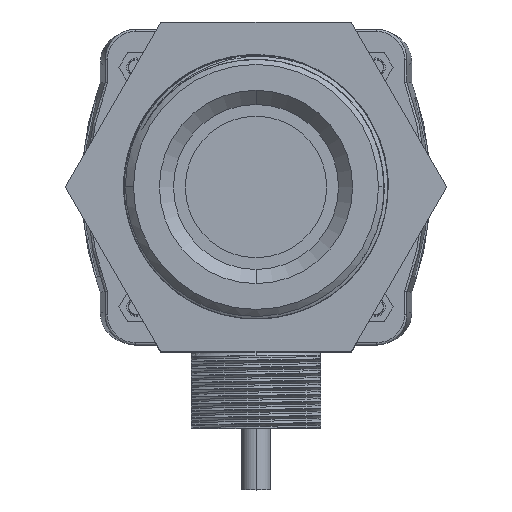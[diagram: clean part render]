
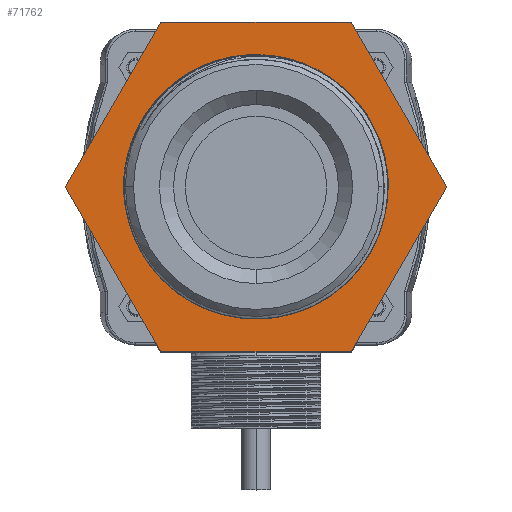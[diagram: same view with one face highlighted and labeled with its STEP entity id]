
A CAD part, top view. The second image highlights one B-rep face of the part: STEP entity #71762.
In plain terms, the highlighted planar face has unit normal (0, 0, 1).
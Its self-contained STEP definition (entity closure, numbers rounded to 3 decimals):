
#70175=DIRECTION('',(-0.5,-0.866,0.));
#70176=VECTOR('',#70175,40.415);
#70177=CARTESIAN_POINT('',(-20.207,35.,9.));
#70178=LINE('',#70177,#70176);
#70179=DIRECTION('',(-1.,0.,0.));
#70180=VECTOR('',#70179,40.415);
#70181=CARTESIAN_POINT('',(20.207,35.,9.));
#70182=LINE('',#70181,#70180);
#70183=DIRECTION('',(-0.5,0.866,0.));
#70184=VECTOR('',#70183,40.415);
#70185=CARTESIAN_POINT('',(40.415,0.,9.));
#70186=LINE('',#70185,#70184);
#70187=DIRECTION('',(0.5,0.866,0.));
#70188=VECTOR('',#70187,40.415);
#70189=CARTESIAN_POINT('',(20.207,-35.,9.));
#70190=LINE('',#70189,#70188);
#70191=DIRECTION('',(1.,0.,0.));
#70192=VECTOR('',#70191,40.415);
#70193=CARTESIAN_POINT('',(-20.207,-35.,9.));
#70194=LINE('',#70193,#70192);
#70195=DIRECTION('',(0.5,-0.866,0.));
#70196=VECTOR('',#70195,40.415);
#70197=CARTESIAN_POINT('',(-40.415,0.,9.));
#70198=LINE('',#70197,#70196);
#70199=CARTESIAN_POINT('',(10.065,26.244,9.));
#70200=CARTESIAN_POINT('',(11.098,25.83,9.));
#70201=CARTESIAN_POINT('',(13.104,24.886,9.));
#70202=CARTESIAN_POINT('',(15.957,23.101,9.));
#70203=CARTESIAN_POINT('',(18.563,20.997,9.));
#70204=CARTESIAN_POINT('',(20.896,18.602,9.));
#70205=CARTESIAN_POINT('',(22.934,15.939,9.));
#70206=CARTESIAN_POINT('',(24.649,13.025,9.));
#70207=CARTESIAN_POINT('',(25.997,9.925,9.));
#70208=CARTESIAN_POINT('',(26.949,6.733,9.));
#70209=CARTESIAN_POINT('',(27.513,3.45,9.));
#70210=CARTESIAN_POINT('',(27.678,0.104,9.));
#70211=CARTESIAN_POINT('',(27.438,-3.233,9.));
#70212=CARTESIAN_POINT('',(26.804,-6.484,9.));
#70213=CARTESIAN_POINT('',(25.793,-9.617,9.));
#70214=CARTESIAN_POINT('',(24.411,-12.616,9.));
#70215=CARTESIAN_POINT('',(22.684,-15.42,9.));
#70216=CARTESIAN_POINT('',(20.626,-18.005,9.));
#70217=CARTESIAN_POINT('',(19.07,-19.538,9.));
#70218=CARTESIAN_POINT('',(18.243,-20.26,9.));
#70220=CARTESIAN_POINT('',(-28.069,-1.463,9.));
#70221=CARTESIAN_POINT('',(-28.133,-0.243,9.));
#70222=CARTESIAN_POINT('',(-28.106,2.24,9.));
#70223=CARTESIAN_POINT('',(-27.524,6.159,9.));
#70224=CARTESIAN_POINT('',(-26.34,10.094,9.));
#70225=CARTESIAN_POINT('',(-24.596,13.803,9.));
#70226=CARTESIAN_POINT('',(-22.38,17.163,9.));
#70227=CARTESIAN_POINT('',(-19.7,20.182,9.));
#70228=CARTESIAN_POINT('',(-16.643,22.766,9.));
#70229=CARTESIAN_POINT('',(-13.287,24.876,9.));
#70230=CARTESIAN_POINT('',(-9.6,26.521,9.));
#70231=CARTESIAN_POINT('',(-5.705,27.62,9.));
#70232=CARTESIAN_POINT('',(-1.749,28.147,9.));
#70233=CARTESIAN_POINT('',(2.268,28.113,9.));
#70234=CARTESIAN_POINT('',(6.273,27.496,9.));
#70235=CARTESIAN_POINT('',(8.815,26.723,9.));
#70236=CARTESIAN_POINT('',(10.065,26.244,9.));
#70238=CARTESIAN_POINT('',(13.631,-23.61,9.));
#70239=CARTESIAN_POINT('',(12.497,-24.289,9.));
#70240=CARTESIAN_POINT('',(10.159,-25.464,9.));
#70241=CARTESIAN_POINT('',(6.438,-26.711,9.));
#70242=CARTESIAN_POINT('',(2.553,-27.418,9.));
#70243=CARTESIAN_POINT('',(-1.435,-27.56,9.));
#70244=CARTESIAN_POINT('',(-5.415,-27.123,9.));
#70245=CARTESIAN_POINT('',(-9.345,-26.1,9.));
#70246=CARTESIAN_POINT('',(-13.093,-24.5,9.));
#70247=CARTESIAN_POINT('',(-16.426,-22.461,9.));
#70248=CARTESIAN_POINT('',(-19.279,-20.13,9.));
#70249=CARTESIAN_POINT('',(-21.723,-17.543,9.));
#70250=CARTESIAN_POINT('',(-23.78,-14.728,9.));
#70251=CARTESIAN_POINT('',(-25.466,-11.696,9.));
#70252=CARTESIAN_POINT('',(-26.785,-8.425,9.));
#70253=CARTESIAN_POINT('',(-27.687,-4.971,9.));
#70254=CARTESIAN_POINT('',(-27.991,-2.642,9.));
#70255=CARTESIAN_POINT('',(-28.069,-1.463,9.));
#70257=CARTESIAN_POINT('',(0.,0.,9.));
#70258=DIRECTION('',(0.,0.,1.));
#70259=DIRECTION('',(0.5,-0.866,0.));
#70260=AXIS2_PLACEMENT_3D('',#70257,#70258,#70259);
#71537=CARTESIAN_POINT('',(-20.207,35.,9.));
#71538=CARTESIAN_POINT('',(-40.415,0.,9.));
#71539=VERTEX_POINT('',#71537);
#71540=VERTEX_POINT('',#71538);
#71541=CARTESIAN_POINT('',(-20.207,-35.,9.));
#71542=VERTEX_POINT('',#71541);
#71543=CARTESIAN_POINT('',(20.207,-35.,9.));
#71544=VERTEX_POINT('',#71543);
#71545=CARTESIAN_POINT('',(40.415,0.,9.));
#71546=VERTEX_POINT('',#71545);
#71547=CARTESIAN_POINT('',(20.207,35.,9.));
#71548=VERTEX_POINT('',#71547);
#71577=VERTEX_POINT('',#70199);
#71578=VERTEX_POINT('',#70218);
#71579=VERTEX_POINT('',#70220);
#71580=VERTEX_POINT('',#70238);
#71739=CARTESIAN_POINT('',(0.,0.,9.));
#71740=DIRECTION('',(0.,0.,1.));
#71741=DIRECTION('',(1.,0.,0.));
#71742=AXIS2_PLACEMENT_3D('',#71739,#71740,#71741);
#71743=PLANE('',#71742);
#71744=ORIENTED_EDGE('',*,*,#71663,.F.);
#71745=ORIENTED_EDGE('',*,*,#71678,.F.);
#71746=ORIENTED_EDGE('',*,*,#71692,.F.);
#71747=ORIENTED_EDGE('',*,*,#71706,.F.);
#71748=ORIENTED_EDGE('',*,*,#71720,.F.);
#71749=ORIENTED_EDGE('',*,*,#71733,.F.);
#71750=EDGE_LOOP('',(#71744,#71745,#71746,#71747,#71748,#71749));
#71751=FACE_OUTER_BOUND('',#71750,.F.);
#71753=ORIENTED_EDGE('',*,*,#71752,.F.);
#71755=ORIENTED_EDGE('',*,*,#71754,.F.);
#71757=ORIENTED_EDGE('',*,*,#71756,.F.);
#71759=ORIENTED_EDGE('',*,*,#71758,.T.);
#71760=EDGE_LOOP('',(#71753,#71755,#71757,#71759));
#71761=FACE_BOUND('',#71760,.F.);
#71762=ADVANCED_FACE('',(#71751,#71761),#71743,.T.);
#70219=B_SPLINE_CURVE_WITH_KNOTS('',3,(#70199,#70200,#70201,#70202,#70203,
#70204,#70205,#70206,#70207,#70208,#70209,#70210,#70211,#70212,#70213,#70214,
#70215,#70216,#70217,#70218),.UNSPECIFIED.,.F.,.F.,(4,1,1,1,1,1,1,1,1,1,1,1,1,1,
1,1,1,4),(0.,0.059,0.118,0.176,
0.235,0.294,0.353,0.412,
0.471,0.529,0.588,0.647,
0.706,0.765,0.824,0.882,
0.941,1.),.UNSPECIFIED.);
#70237=B_SPLINE_CURVE_WITH_KNOTS('',3,(#70220,#70221,#70222,#70223,#70224,
#70225,#70226,#70227,#70228,#70229,#70230,#70231,#70232,#70233,#70234,#70235,
#70236),.UNSPECIFIED.,.F.,.F.,(4,1,1,1,1,1,1,1,1,1,1,1,1,1,4),(0.,
0.071,0.143,0.214,0.286,
0.357,0.429,0.5,0.571,0.643,
0.714,0.786,0.857,0.929,1.),
.UNSPECIFIED.);
#70256=B_SPLINE_CURVE_WITH_KNOTS('',3,(#70238,#70239,#70240,#70241,#70242,
#70243,#70244,#70245,#70246,#70247,#70248,#70249,#70250,#70251,#70252,#70253,
#70254,#70255),.UNSPECIFIED.,.F.,.F.,(4,1,1,1,1,1,1,1,1,1,1,1,1,1,1,4),(0.,
0.067,0.133,0.2,0.267,0.333,
0.4,0.467,0.533,0.6,0.667,
0.733,0.8,0.867,0.933,1.),
.UNSPECIFIED.);
#70261=CIRCLE('',#70260,27.263);
#71663=EDGE_CURVE('',#71539,#71540,#70178,.T.);
#71678=EDGE_CURVE('',#71548,#71539,#70182,.T.);
#71692=EDGE_CURVE('',#71546,#71548,#70186,.T.);
#71706=EDGE_CURVE('',#71544,#71546,#70190,.T.);
#71720=EDGE_CURVE('',#71542,#71544,#70194,.T.);
#71733=EDGE_CURVE('',#71540,#71542,#70198,.T.);
#71752=EDGE_CURVE('',#71577,#71578,#70219,.T.);
#71754=EDGE_CURVE('',#71579,#71577,#70237,.T.);
#71756=EDGE_CURVE('',#71580,#71579,#70256,.T.);
#71758=EDGE_CURVE('',#71580,#71578,#70261,.T.);
